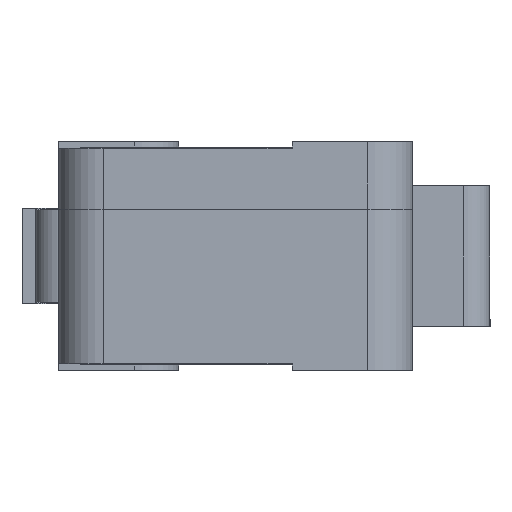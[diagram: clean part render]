
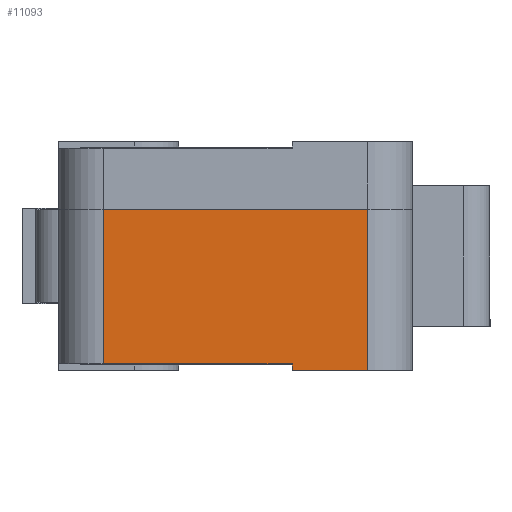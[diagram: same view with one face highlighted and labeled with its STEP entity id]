
A CAD part, left-side view. The second image highlights one B-rep face of the part: STEP entity #11093.
In plain terms, the highlighted planar face has unit normal (-1, 0, 0).
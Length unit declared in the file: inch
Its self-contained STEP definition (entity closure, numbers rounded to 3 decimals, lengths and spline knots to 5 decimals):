
#612=PLANE('',#11759);
#1016=FACE_OUTER_BOUND('',#1635,.T.);
#1635=EDGE_LOOP('',(#7872,#7873,#7874,#7875,#7876,#7877));
#2361=LINE('',#14845,#3601);
#2365=LINE('',#14857,#3605);
#2366=LINE('',#14859,#3606);
#2367=LINE('',#14861,#3607);
#2368=LINE('',#14863,#3608);
#2369=LINE('',#14864,#3609);
#3601=VECTOR('',#12484,0.3937);
#3605=VECTOR('',#12496,0.3937);
#3606=VECTOR('',#12497,0.3937);
#3607=VECTOR('',#12498,0.3937);
#3608=VECTOR('',#12499,0.3937);
#3609=VECTOR('',#12500,0.3937);
#4929=VERTEX_POINT('',#14842);
#4930=VERTEX_POINT('',#14844);
#4934=VERTEX_POINT('',#14856);
#4935=VERTEX_POINT('',#14858);
#4936=VERTEX_POINT('',#14860);
#4937=VERTEX_POINT('',#14862);
#6081=EDGE_CURVE('',#4930,#4929,#2361,.T.);
#6087=EDGE_CURVE('',#4929,#4934,#2365,.T.);
#6088=EDGE_CURVE('',#4935,#4934,#2366,.T.);
#6089=EDGE_CURVE('',#4935,#4936,#2367,.T.);
#6090=EDGE_CURVE('',#4936,#4937,#2368,.T.);
#6091=EDGE_CURVE('',#4930,#4937,#2369,.T.);
#7872=ORIENTED_EDGE('',*,*,#6087,.T.);
#7873=ORIENTED_EDGE('',*,*,#6088,.F.);
#7874=ORIENTED_EDGE('',*,*,#6089,.T.);
#7875=ORIENTED_EDGE('',*,*,#6090,.T.);
#7876=ORIENTED_EDGE('',*,*,#6091,.F.);
#7877=ORIENTED_EDGE('',*,*,#6081,.T.);
#11093=ADVANCED_FACE('',(#1016),#612,.T.);
#11759=AXIS2_PLACEMENT_3D('',#14855,#12494,#12495);
#12484=DIRECTION('',(0.,0.,1.));
#12494=DIRECTION('center_axis',(-1.,0.,0.));
#12495=DIRECTION('ref_axis',(0.,0.,1.));
#12496=DIRECTION('',(0.,1.,0.));
#12497=DIRECTION('',(0.,0.,1.));
#12498=DIRECTION('',(0.,-1.,0.));
#12499=DIRECTION('',(0.,0.,-1.));
#12500=DIRECTION('',(0.,1.,0.));
#14842=CARTESIAN_POINT('',(-1.13386,-0.21555,0.08268));
#14844=CARTESIAN_POINT('',(-1.13386,-0.21555,-0.20276));
#14845=CARTESIAN_POINT('',(-1.13386,-0.21555,-0.20276));
#14855=CARTESIAN_POINT('Origin',(-1.13386,-0.21555,-0.20276));
#14856=CARTESIAN_POINT('',(-1.13386,0.25295,0.08268));
#14857=CARTESIAN_POINT('',(-1.13386,0.05809,0.08268));
#14858=CARTESIAN_POINT('',(-1.13386,0.25295,-0.19094));
#14859=CARTESIAN_POINT('',(-1.13386,0.25295,-0.20276));
#14860=CARTESIAN_POINT('',(-1.13386,-0.08169,-0.19094));
#14861=CARTESIAN_POINT('',(-1.13386,-0.09684,-0.19094));
#14862=CARTESIAN_POINT('',(-1.13386,-0.08169,-0.20276));
#14863=CARTESIAN_POINT('',(-1.13386,-0.08169,-0.20276));
#14864=CARTESIAN_POINT('',(-1.13386,-0.21555,-0.20276));
